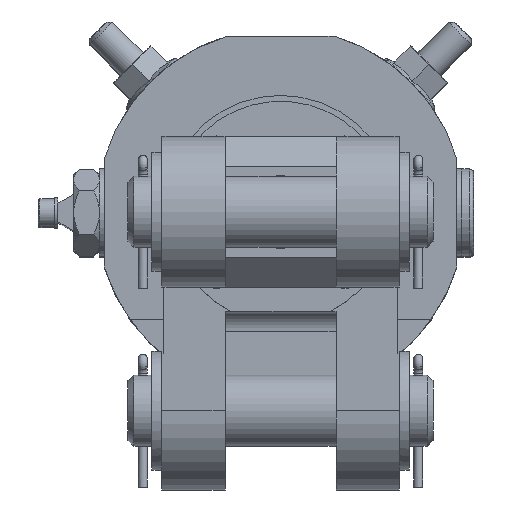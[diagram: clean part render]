
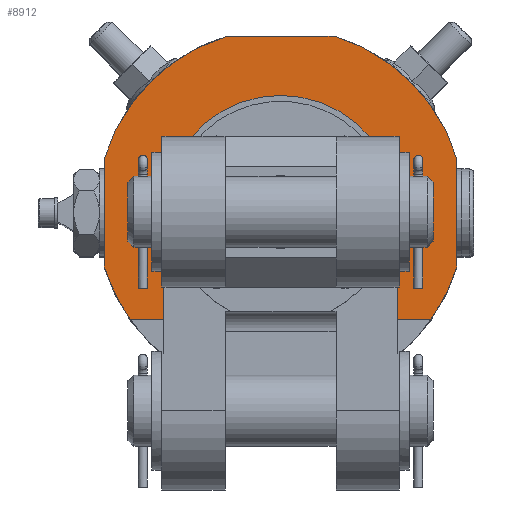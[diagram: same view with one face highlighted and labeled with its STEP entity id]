
A CAD part, top view. The second image highlights one B-rep face of the part: STEP entity #8912.
In plain terms, the highlighted face is planar.
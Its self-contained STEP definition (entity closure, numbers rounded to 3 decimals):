
#205=PLANE('',#9626);
#575=LINE('',#13622,#1177);
#576=LINE('',#13624,#1178);
#577=LINE('',#13628,#1179);
#578=LINE('',#13630,#1180);
#579=LINE('',#13631,#1181);
#580=LINE('',#13635,#1182);
#581=LINE('',#13639,#1183);
#1177=VECTOR('',#10782,1000.);
#1178=VECTOR('',#10783,1000.);
#1179=VECTOR('',#10786,1000.);
#1180=VECTOR('',#10787,1000.);
#1181=VECTOR('',#10788,1000.);
#1182=VECTOR('',#10791,1000.);
#1183=VECTOR('',#10794,1000.);
#2003=ORIENTED_EDGE('',*,*,#4504,.T.);
#2004=ORIENTED_EDGE('',*,*,#4505,.T.);
#2005=ORIENTED_EDGE('',*,*,#4506,.F.);
#2006=ORIENTED_EDGE('',*,*,#4507,.F.);
#2007=ORIENTED_EDGE('',*,*,#4508,.T.);
#2008=ORIENTED_EDGE('',*,*,#4459,.T.);
#2009=ORIENTED_EDGE('',*,*,#4509,.T.);
#2010=ORIENTED_EDGE('',*,*,#4510,.T.);
#2011=ORIENTED_EDGE('',*,*,#4511,.T.);
#2012=ORIENTED_EDGE('',*,*,#4512,.T.);
#2013=ORIENTED_EDGE('',*,*,#4513,.T.);
#2014=ORIENTED_EDGE('',*,*,#4469,.T.);
#4459=EDGE_CURVE('',#5714,#5713,#6580,.T.);
#4469=EDGE_CURVE('',#5724,#5723,#6586,.T.);
#4504=EDGE_CURVE('',#5723,#5751,#575,.T.);
#4505=EDGE_CURVE('',#5751,#5752,#576,.T.);
#4506=EDGE_CURVE('',#5753,#5752,#6598,.T.);
#4507=EDGE_CURVE('',#5754,#5753,#577,.T.);
#4508=EDGE_CURVE('',#5754,#5714,#578,.T.);
#4509=EDGE_CURVE('',#5713,#5755,#579,.T.);
#4510=EDGE_CURVE('',#5755,#5756,#6599,.T.);
#4511=EDGE_CURVE('',#5756,#5757,#580,.T.);
#4512=EDGE_CURVE('',#5757,#5758,#6600,.T.);
#4513=EDGE_CURVE('',#5758,#5724,#581,.T.);
#5713=VERTEX_POINT('',#13531);
#5714=VERTEX_POINT('',#13533);
#5723=VERTEX_POINT('',#13552);
#5724=VERTEX_POINT('',#13554);
#5751=VERTEX_POINT('',#13623);
#5752=VERTEX_POINT('',#13625);
#5753=VERTEX_POINT('',#13627);
#5754=VERTEX_POINT('',#13629);
#5755=VERTEX_POINT('',#13632);
#5756=VERTEX_POINT('',#13634);
#5757=VERTEX_POINT('',#13636);
#5758=VERTEX_POINT('',#13638);
#6580=CIRCLE('',#9601,46.5);
#6586=CIRCLE('',#9608,46.5);
#6598=CIRCLE('',#9627,29.5);
#6599=CIRCLE('',#9628,46.5);
#6600=CIRCLE('',#9629,46.5);
#7058=EDGE_LOOP('',(#2003,#2004,#2005,#2006,#2007,#2008,#2009,#2010,#2011,
#2012,#2013,#2014));
#7912=FACE_BOUND('',#7058,.T.);
#8912=ADVANCED_FACE('',(#7912),#205,.F.);
#9601=AXIS2_PLACEMENT_3D('',#13532,#10703,#10704);
#9608=AXIS2_PLACEMENT_3D('',#13553,#10721,#10722);
#9626=AXIS2_PLACEMENT_3D('',#13621,#10780,#10781);
#9627=AXIS2_PLACEMENT_3D('',#13626,#10784,#10785);
#9628=AXIS2_PLACEMENT_3D('',#13633,#10789,#10790);
#9629=AXIS2_PLACEMENT_3D('',#13637,#10792,#10793);
#10703=DIRECTION('',(0.,0.,-1.));
#10704=DIRECTION('',(-1.,0.,0.));
#10721=DIRECTION('',(0.,0.,-1.));
#10722=DIRECTION('',(-1.,0.,0.));
#10780=DIRECTION('',(0.,0.,1.));
#10781=DIRECTION('',(1.,0.,0.));
#10782=DIRECTION('',(-1.,0.,0.));
#10783=DIRECTION('',(0.,1.,0.));
#10784=DIRECTION('',(0.,0.,-1.));
#10785=DIRECTION('',(-1.,0.,0.));
#10786=DIRECTION('',(0.,1.,0.));
#10787=DIRECTION('',(-1.,0.,0.));
#10788=DIRECTION('',(0.,1.,0.));
#10789=DIRECTION('',(0.,0.,-1.));
#10790=DIRECTION('',(-1.,0.,0.));
#10791=DIRECTION('',(1.,0.,0.));
#10792=DIRECTION('',(0.,0.,-1.));
#10793=DIRECTION('',(-1.,0.,0.));
#10794=DIRECTION('',(0.,-1.,0.));
#13531=CARTESIAN_POINT('',(-44.5,-13.491,33.));
#13532=CARTESIAN_POINT('',(0.,0.,33.));
#13533=CARTESIAN_POINT('',(-37.858,-27.,33.));
#13552=CARTESIAN_POINT('',(37.858,-27.,33.));
#13553=CARTESIAN_POINT('',(0.,0.,33.));
#13554=CARTESIAN_POINT('',(44.5,-13.491,33.));
#13621=CARTESIAN_POINT('',(0.,46.5,33.));
#13622=CARTESIAN_POINT('',(44.5,-27.,33.));
#13623=CARTESIAN_POINT('',(29.5,-27.,33.));
#13624=CARTESIAN_POINT('',(29.5,46.5,33.));
#13625=CARTESIAN_POINT('',(29.5,0.,33.));
#13626=CARTESIAN_POINT('',(0.,0.,33.));
#13627=CARTESIAN_POINT('',(-29.5,0.,33.));
#13628=CARTESIAN_POINT('',(-29.5,46.5,33.));
#13629=CARTESIAN_POINT('',(-29.5,-27.,33.));
#13630=CARTESIAN_POINT('',(-29.5,-27.,33.));
#13631=CARTESIAN_POINT('',(-44.5,46.5,33.));
#13632=CARTESIAN_POINT('',(-44.5,13.491,33.));
#13633=CARTESIAN_POINT('',(0.,0.,33.));
#13634=CARTESIAN_POINT('',(-13.491,44.5,33.));
#13635=CARTESIAN_POINT('',(0.,44.5,33.));
#13636=CARTESIAN_POINT('',(13.491,44.5,33.));
#13637=CARTESIAN_POINT('',(0.,0.,33.));
#13638=CARTESIAN_POINT('',(44.5,13.491,33.));
#13639=CARTESIAN_POINT('',(44.5,46.5,33.));
